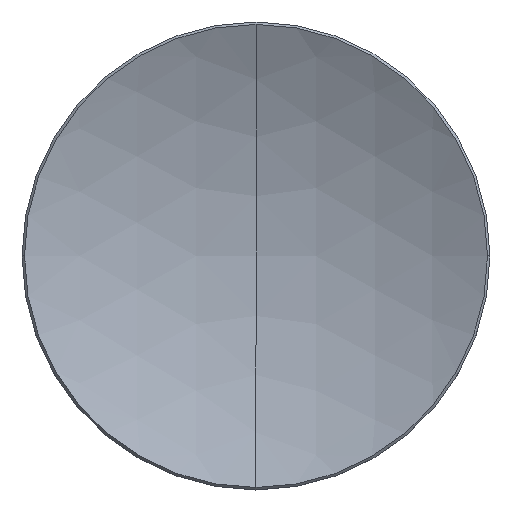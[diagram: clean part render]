
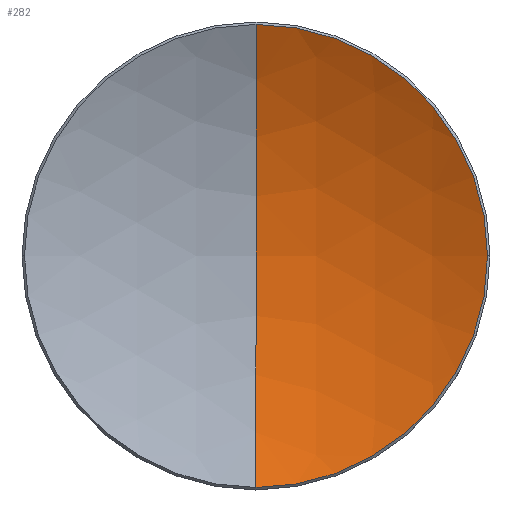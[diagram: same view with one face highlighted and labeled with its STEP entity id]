
A CAD part, top view. The second image highlights one B-rep face of the part: STEP entity #282.
In plain terms, the highlighted spherical face has radius 28 mm.
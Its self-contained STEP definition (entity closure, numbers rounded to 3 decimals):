
#8 = ORIENTED_EDGE ( 'NONE', *, *, #40, .T. ) ;
#10 = CARTESIAN_POINT ( 'NONE',  ( 0., -12.567, 11.933 ) ) ;
#15 = CIRCLE ( 'NONE', #270, 12.567 ) ;
#19 = FACE_OUTER_BOUND ( 'NONE', #93, .T. ) ;
#20 = ORIENTED_EDGE ( 'NONE', *, *, #140, .T. ) ;
#22 = EDGE_CURVE ( 'NONE', #197, #242, #192, .T. ) ;
#27 = CIRCLE ( 'NONE', #92, 28. ) ;
#40 = EDGE_CURVE ( 'NONE', #48, #222, #15, .T. ) ;
#41 = CARTESIAN_POINT ( 'NONE',  ( 0., 0., 36.954 ) ) ;
#42 = CARTESIAN_POINT ( 'NONE',  ( 0., 12.567, 11.933 ) ) ;
#47 = CARTESIAN_POINT ( 'NONE',  ( 0., 0., 36.954 ) ) ;
#48 = VERTEX_POINT ( 'NONE', #10 ) ;
#49 = ORIENTED_EDGE ( 'NONE', *, *, #107, .T. ) ;
#70 = DIRECTION ( 'NONE',  ( 0., 0., -1. ) ) ;
#92 = AXIS2_PLACEMENT_3D ( 'NONE', #278, #115, #234 ) ;
#93 = EDGE_LOOP ( 'NONE', ( #95, #20, #8, #49 ) ) ;
#95 = ORIENTED_EDGE ( 'NONE', *, *, #22, .F. ) ;
#101 = DIRECTION ( 'NONE',  ( 0., 1., 0. ) ) ;
#107 = EDGE_CURVE ( 'NONE', #222, #242, #238, .T. ) ;
#115 = DIRECTION ( 'NONE',  ( -1., 0., 0. ) ) ;
#119 = DIRECTION ( 'NONE',  ( 1., 0., 0. ) ) ;
#121 = DIRECTION ( 'NONE',  ( -1., 0., 0. ) ) ;
#122 = AXIS2_PLACEMENT_3D ( 'NONE', #41, #121, #101 ) ;
#127 = AXIS2_PLACEMENT_3D ( 'NONE', #228, #159, #244 ) ;
#140 = EDGE_CURVE ( 'NONE', #197, #48, #27, .T. ) ;
#155 = DIRECTION ( 'NONE',  ( 1., 0., 0. ) ) ;
#159 = DIRECTION ( 'NONE',  ( 0., 0., 1. ) ) ;
#191 = CARTESIAN_POINT ( 'NONE',  ( 0., 0., 11.933 ) ) ;
#192 = CIRCLE ( 'NONE', #245, 28. ) ;
#197 = VERTEX_POINT ( 'NONE', #231 ) ;
#199 = DIRECTION ( 'NONE',  ( 0., 0., 1. ) ) ;
#222 = VERTEX_POINT ( 'NONE', #233 ) ;
#228 = CARTESIAN_POINT ( 'NONE',  ( 0., 0., 11.933 ) ) ;
#231 = CARTESIAN_POINT ( 'NONE',  ( 0., 0., 8.954 ) ) ;
#232 = SPHERICAL_SURFACE ( 'NONE', #122, 28. ) ;
#233 = CARTESIAN_POINT ( 'NONE',  ( 12.567, 0., 11.933 ) ) ;
#234 = DIRECTION ( 'NONE',  ( 0., -1., 0. ) ) ;
#238 = CIRCLE ( 'NONE', #127, 12.567 ) ;
#242 = VERTEX_POINT ( 'NONE', #42 ) ;
#244 = DIRECTION ( 'NONE',  ( 1., 0., 0. ) ) ;
#245 = AXIS2_PLACEMENT_3D ( 'NONE', #47, #155, #70 ) ;
#270 = AXIS2_PLACEMENT_3D ( 'NONE', #191, #199, #119 ) ;
#278 = CARTESIAN_POINT ( 'NONE',  ( 0., 0., 36.954 ) ) ;
#282 = ADVANCED_FACE ( 'NONE', ( #19 ), #232, .F. ) ;
